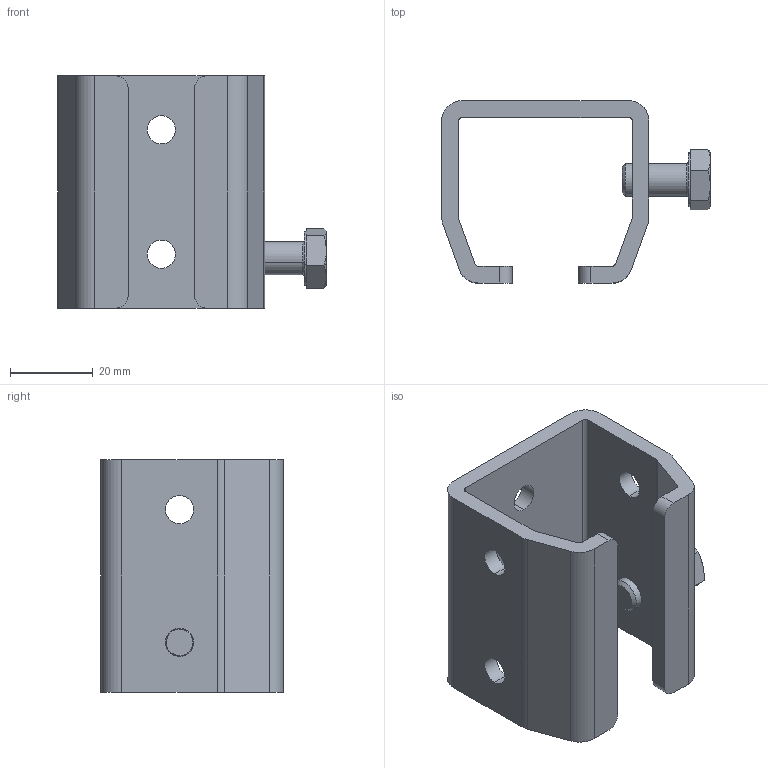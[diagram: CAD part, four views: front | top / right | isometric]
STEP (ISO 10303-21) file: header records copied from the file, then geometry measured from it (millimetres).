
FILE_DESCRIPTION (( 'STEP AP203' ), '1' );
FILE_NAME ('23.B50n.STEP', '2018-03-13T11:13:13', ( '' ), ( '' ), 'SwSTEP 2.0', 'SolidWorks 2017', '' );
FILE_SCHEMA (( 'CONFIG_CONTROL_DESIGN' ));
Length unit declared in the file: millimetre
Products named in the file (1): 23.B50n
Bounding box: 64.8 x 44 x 56 mm (x, y, z)
Volume: 32934.6 mm3; surface area: 18702.8 mm2
Topology: 2 solids, 2 shells, 76 faces, 196 edges, 125 vertices
Faces by surface type: plane 33, cylinder 32, cone 9, torus 2
Entity records: 2470 total; most frequent: CARTESIAN_POINT 466, DIRECTION 421, ORIENTED_EDGE 392, EDGE_CURVE 196, AXIS2_PLACEMENT_3D 160, VERTEX_POINT 125, VECTOR 101, LINE 101
